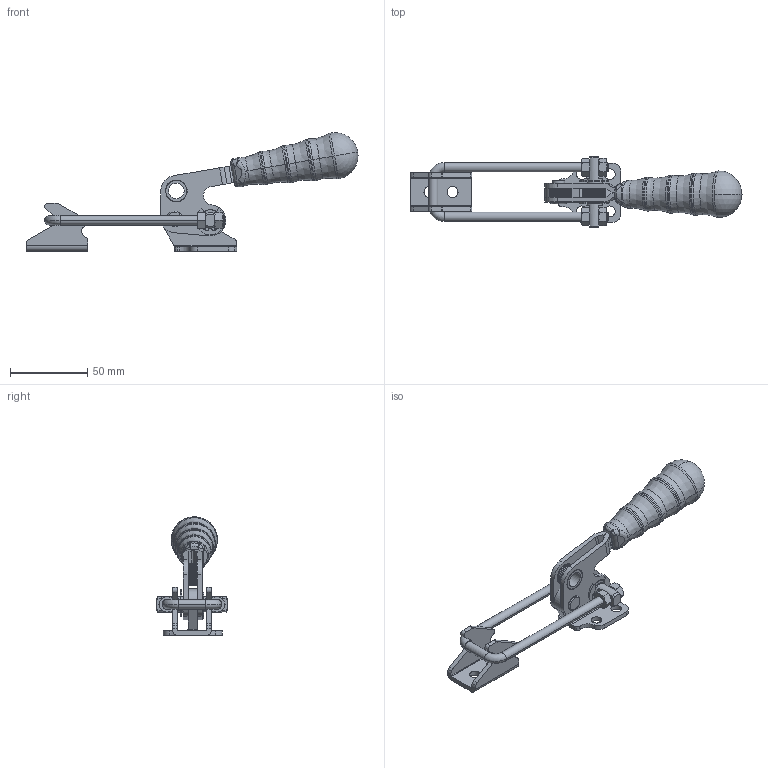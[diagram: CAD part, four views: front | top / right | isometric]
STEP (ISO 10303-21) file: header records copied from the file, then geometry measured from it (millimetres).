
FILE_DESCRIPTION((''),'2;1');
FILE_NAME('402.0.stp','2005-09-01T11:40:26',('CAD'),(''),'Autodesk Inventor 8','Autodesk Inventor 8','');
FILE_SCHEMA(('AUTOMOTIVE_DESIGN { 1 0 10303 214 1 1 1 1 }'));
Length unit declared in the file: millimetre
Products named in the file (1): Part33
Bounding box: 214.41 x 46 x 76.65 mm (x, y, z)
Volume: 67725.6 mm3; surface area: 32468.1 mm2
Topology: 1 solids, 5 shells, 999 faces, 3326 edges, 2000 vertices
Faces by surface type: plane 355, cone 324, cylinder 194, bspline 110, sphere 10, torus 6
Entity records: 42579 total; most frequent: CARTESIAN_POINT 14231, ORIENTED_EDGE 6628, DIRECTION 5884, EDGE_CURVE 3314, AXIS2_PLACEMENT_3D 2248, VERTEX_POINT 2000, VECTOR 1388, LINE 1388
